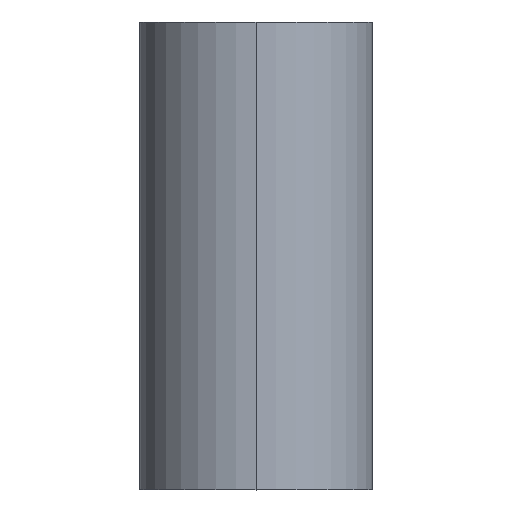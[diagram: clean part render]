
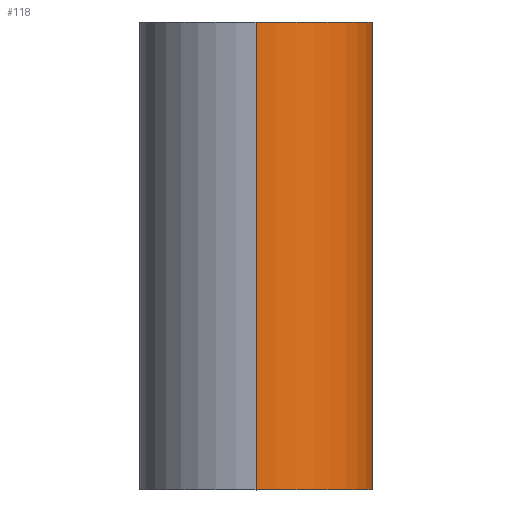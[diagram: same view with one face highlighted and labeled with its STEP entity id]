
A CAD part, top view. The second image highlights one B-rep face of the part: STEP entity #118.
In plain terms, the highlighted cylindrical face has radius 25 mm (diameter 50 mm), a partial arc.
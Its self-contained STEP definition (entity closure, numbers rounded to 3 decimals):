
#1=CARTESIAN_POINT('POINT1',(0.,0.,25.));
#2=VERTEX_POINT('VERTEX1',#1);
#3=CARTESIAN_POINT('POINT2',(0.,0.,-25.));
#4=VERTEX_POINT('VERTEX2',#3);
#5=CARTESIAN_POINT('POS1',(0.,0.,0.));
#6=DIRECTION('DIR1',(0.,-1.,0.));
#7=DIRECTION('DIR2',(0.,0.,1.));
#8=AXIS2_PLACEMENT_3D('AXIS1',#5,#6,#7);
#9=CIRCLE('ELLIPSE1',#8,25.);
#12=EDGE_CURVE('EDGE2',#4,#2,#9,.T.);
#22=CARTESIAN_POINT('POINT3',(0.,100.,25.));
#23=VERTEX_POINT('VERTEX3',#22);
#24=CARTESIAN_POINT('POINT4',(0.,100.,-25.))
   ;
#25=VERTEX_POINT('VERTEX4',#24);
#26=CARTESIAN_POINT('POS3',(0.,100.,0.));
#27=DIRECTION('DIR5',(0.,1.,0.));
#28=DIRECTION('DIR6',(0.,0.,1.));
#29=AXIS2_PLACEMENT_3D('AXIS3',#26,#27,#28);
#30=CIRCLE('ELLIPSE2',#29,25.);
#31=EDGE_CURVE('EDGE3',#23,#25,#30,.T.);
#43=CARTESIAN_POINT('POS5',(0.,50.,25.));
#44=DIRECTION('DIR9',(0.,1.,0.));
#45=VECTOR('VEC1',#44,1.);
#46=LINE('STRAIGHT1',#43,#45);
#47=EDGE_CURVE('EDGE5',#2,#23,#46,.T.);
#48=ORIENTED_EDGE('COEDGE5',*,*,#47,.F.);
#49=ORIENTED_EDGE('COEDGE6',*,*,#12,.F.);
#50=CARTESIAN_POINT('POINT5',(0.,40.,-25.)
   );
#51=VERTEX_POINT('VERTEX5',#50);
#52=CARTESIAN_POINT('POS6',(0.,50.,-25.));
#53=DIRECTION('DIR10',(0.,-1.,0.));
#54=VECTOR('VEC2',#53,1.);
#55=LINE('STRAIGHT2',#52,#54);
#56=EDGE_CURVE('EDGE6',#51,#4,#55,.T.);
#57=ORIENTED_EDGE('COEDGE7',*,*,#56,.F.);
#58=CARTESIAN_POINT('POINT6',(10.,50.,-22.913))
   ;
#59=VERTEX_POINT('VERTEX6',#58);
#60=B_SPLINE_CURVE_WITH_KNOTS('SPLINE_CRV1',3,(#61,#62,#63,#64,#65,#66,
   #67,#68,#69,#70,#71,#72,#73,#74,#75,#76,#77,#78),.UNSPECIFIED.,.F.,
   .F.,(4,2,2,2,2,2,2,2,4),(0.,1.908,
   3.816,5.723,7.631,
   9.537,11.443,13.349,
   15.255),.UNSPECIFIED.);
#61=CARTESIAN_POINT('',(10.,50.,-22.913));
#62=CARTESIAN_POINT('',(10.,49.364,
   -22.913));
#63=CARTESIAN_POINT('',(9.938,48.709,
   -22.94));
#64=CARTESIAN_POINT('',(9.682,47.411,
   -23.05));
#65=CARTESIAN_POINT('',(9.487,46.768,
   -23.132));
#66=CARTESIAN_POINT('',(8.974,45.539,
   -23.335));
#67=CARTESIAN_POINT('',(8.657,44.951,
   -23.457));
#68=CARTESIAN_POINT('',(7.925,43.867,
   -23.714));
#69=CARTESIAN_POINT('',(7.511,43.369,
   -23.849));
#70=CARTESIAN_POINT('',(6.631,42.489,
   -24.109));
#71=CARTESIAN_POINT('',(6.134,42.075,
   -24.242));
#72=CARTESIAN_POINT('',(5.049,41.344,
   -24.491));
#73=CARTESIAN_POINT('',(4.461,41.026,
   -24.607));
#74=CARTESIAN_POINT('',(3.231,40.513,
   -24.798));
#75=CARTESIAN_POINT('',(2.588,40.318,
   -24.874));
#76=CARTESIAN_POINT('',(1.29,40.062,
   -24.975));
#77=CARTESIAN_POINT('',(0.635,40.,-25.));
#78=CARTESIAN_POINT('',(0.,40.,-25.));
#79=EDGE_CURVE('EDGE7',#59,#51,#60,.T.);
#80=ORIENTED_EDGE('COEDGE8',*,*,#79,.F.);
#81=CARTESIAN_POINT('POINT7',(0.,60.,-25.))
   ;
#82=VERTEX_POINT('VERTEX7',#81);
#83=B_SPLINE_CURVE_WITH_KNOTS('SPLINE_CRV2',3,(#84,#85,#86,#87,#88,#89,
   #90,#91,#92,#93,#94,#95,#96,#97,#98,#99,#100,#101),.UNSPECIFIED.,.F.,
   .F.,(4,2,2,2,2,2,2,2,4),(45.764,47.67,
   49.575,51.481,53.387,
   55.295,57.203,59.111,
   61.018),.UNSPECIFIED.);
#84=CARTESIAN_POINT('',(0.,60.,-25.));
#85=CARTESIAN_POINT('',(0.635,60.,-25.));
#86=CARTESIAN_POINT('',(1.29,59.938,
   -24.975));
#87=CARTESIAN_POINT('',(2.588,59.682,
   -24.874));
#88=CARTESIAN_POINT('',(3.231,59.487,
   -24.798));
#89=CARTESIAN_POINT('',(4.461,58.974,
   -24.607));
#90=CARTESIAN_POINT('',(5.049,58.656,
   -24.491));
#91=CARTESIAN_POINT('',(6.134,57.925,
   -24.242));
#92=CARTESIAN_POINT('',(6.631,57.511,
   -24.109));
#93=CARTESIAN_POINT('',(7.511,56.631,
   -23.849));
#94=CARTESIAN_POINT('',(7.925,56.133,
   -23.714));
#95=CARTESIAN_POINT('',(8.657,55.049,
   -23.457));
#96=CARTESIAN_POINT('',(8.974,54.461,
   -23.335));
#97=CARTESIAN_POINT('',(9.487,53.232,
   -23.132));
#98=CARTESIAN_POINT('',(9.682,52.589,
   -23.05));
#99=CARTESIAN_POINT('',(9.938,51.291,
   -22.94));
#100=CARTESIAN_POINT('',(10.,50.636,
   -22.913));
#101=CARTESIAN_POINT('',(10.,50.,-22.913));
#102=EDGE_CURVE('EDGE8',#82,#59,#83,.T.);
#103=ORIENTED_EDGE('COEDGE9',*,*,#102,.F.);
#104=CARTESIAN_POINT('POS7',(0.,50.,-25.));
#105=DIRECTION('DIR11',(0.,-1.,0.));
#106=VECTOR('VEC3',#105,1.);
#107=LINE('STRAIGHT3',#104,#106);
#108=EDGE_CURVE('EDGE9',#25,#82,#107,.T.);
#109=ORIENTED_EDGE('COEDGE10',*,*,#108,.F.);
#110=ORIENTED_EDGE('COEDGE11',*,*,#31,.F.);
#111=EDGE_LOOP('NONE',(#48,#49,#57,#80,#103,#109,#110));
#112=FACE_BOUND('LOOP1',#111,.T.);
#113=CARTESIAN_POINT('POS8',(0.,50.,0.));
#114=DIRECTION('DIR12',(0.,1.,0.));
#115=DIRECTION('DIR13',(0.,0.,1.));
#116=AXIS2_PLACEMENT_3D('AXIS5',#113,#114,#115);
#117=CYLINDRICAL_SURFACE('CONE_SURF1',#116,25.);
#118=ADVANCED_FACE('FACE3',(#112),#117,.T.);
